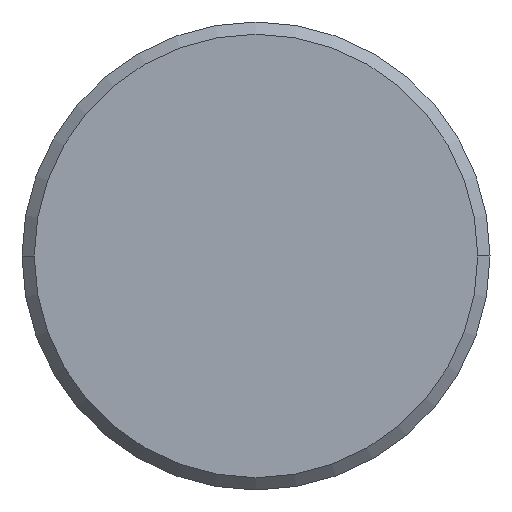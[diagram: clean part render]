
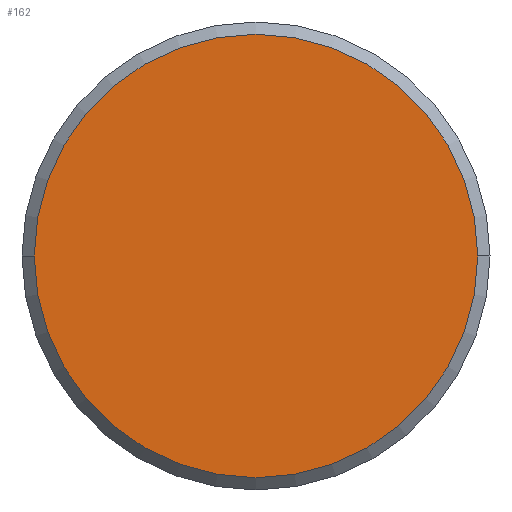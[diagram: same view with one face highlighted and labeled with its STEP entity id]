
A CAD part, left-side view. The second image highlights one B-rep face of the part: STEP entity #162.
In plain terms, the highlighted planar face has unit normal (-1, 0, 0).
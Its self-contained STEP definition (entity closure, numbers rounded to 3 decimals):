
#4 = DIRECTION ( 'NONE',  ( -1., 0., 0. ) ) ;
#14 = EDGE_CURVE ( 'NONE', #133, #282, #36, .T. ) ;
#36 = CIRCLE ( 'NONE', #156, 9.025 ) ;
#43 = CARTESIAN_POINT ( 'NONE',  ( -50.8, -9.025, 0. ) ) ;
#49 = CARTESIAN_POINT ( 'NONE',  ( -50.8, 9.025, 0. ) ) ;
#68 = EDGE_LOOP ( 'NONE', ( #317, #249 ) ) ;
#108 = DIRECTION ( 'NONE',  ( 1., 0., 0. ) ) ;
#116 = EDGE_CURVE ( 'NONE', #282, #133, #146, .T. ) ;
#133 = VERTEX_POINT ( 'NONE', #43 ) ;
#146 = CIRCLE ( 'NONE', #373, 9.025 ) ;
#156 = AXIS2_PLACEMENT_3D ( 'NONE', #471, #173, #436 ) ;
#162 = ADVANCED_FACE ( 'NONE', ( #215 ), #443, .T. ) ;
#173 = DIRECTION ( 'NONE',  ( 1., 0., 0. ) ) ;
#214 = CARTESIAN_POINT ( 'NONE',  ( -50.8, 0., 0. ) ) ;
#215 = FACE_OUTER_BOUND ( 'NONE', #68, .T. ) ;
#249 = ORIENTED_EDGE ( 'NONE', *, *, #14, .F. ) ;
#250 = DIRECTION ( 'NONE',  ( 0., -1., 0. ) ) ;
#282 = VERTEX_POINT ( 'NONE', #49 ) ;
#317 = ORIENTED_EDGE ( 'NONE', *, *, #116, .F. ) ;
#318 = CARTESIAN_POINT ( 'NONE',  ( -50.8, 0., 0. ) ) ;
#355 = DIRECTION ( 'NONE',  ( 0., 1., 0. ) ) ;
#367 = AXIS2_PLACEMENT_3D ( 'NONE', #214, #4, #250 ) ;
#373 = AXIS2_PLACEMENT_3D ( 'NONE', #318, #108, #355 ) ;
#436 = DIRECTION ( 'NONE',  ( 0., 1., 0. ) ) ;
#443 = PLANE ( 'NONE',  #367 ) ;
#471 = CARTESIAN_POINT ( 'NONE',  ( -50.8, 0., 0. ) ) ;
